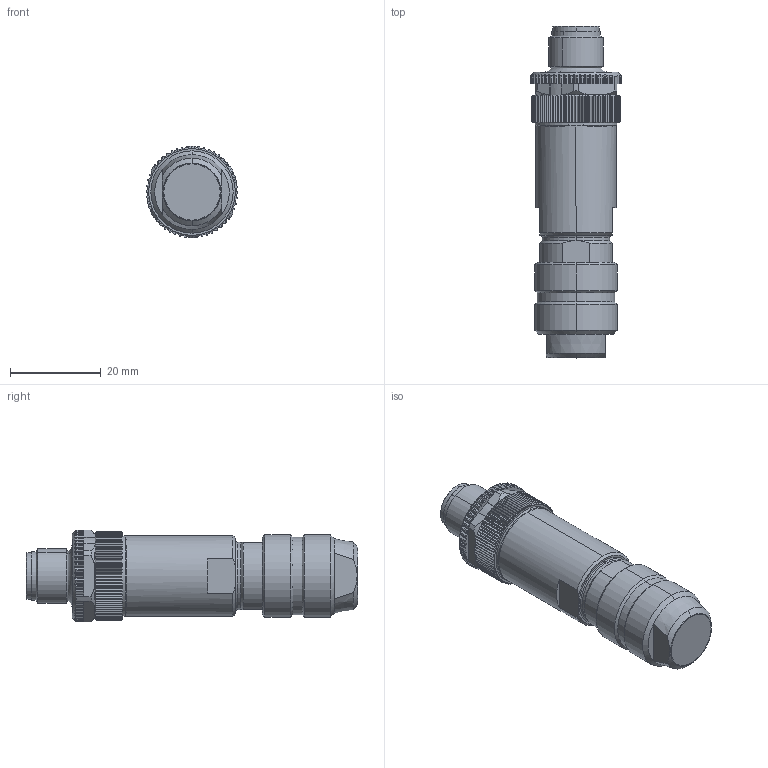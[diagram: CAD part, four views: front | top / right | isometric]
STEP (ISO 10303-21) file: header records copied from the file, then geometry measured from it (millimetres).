
FILE_DESCRIPTION((''),'2;1');
FILE_NAME('CAD-7246','2021-05-05T07:57:39',('creinig-se'),(''),'CREO PARAMETRIC BY PTC INC, 2019292','CREO PARAMETRIC BY PTC INC, 2019292','');
FILE_SCHEMA(('CONFIG_CONTROL_DESIGN','SHAPE_APPEARANCE_LAYERS_GROUPS'));
Length unit declared in the file: millimetre
Products named in the file (1): CAD-7246
Bounding box: 20.2 x 73 x 20.2 mm (x, y, z)
Volume: 15897.7 mm3; surface area: 5120.2 mm2
Topology: 1 solids, 1 shells, 854 faces, 2152 edges, 1303 vertices
Faces by surface type: plane 356, cylinder 242, cone 234, torus 12, sphere 10
Entity records: 34431 total; most frequent: CARTESIAN_POINT 7619, ORIENTED_EDGE 4284, DIRECTION 3896, PRESENTATION_STYLE_ASSIGNMENT 2206, STYLED_ITEM 2143, CURVE_STYLE 2142, EDGE_CURVE 2142, AXIS2_PLACEMENT_3D 1565
